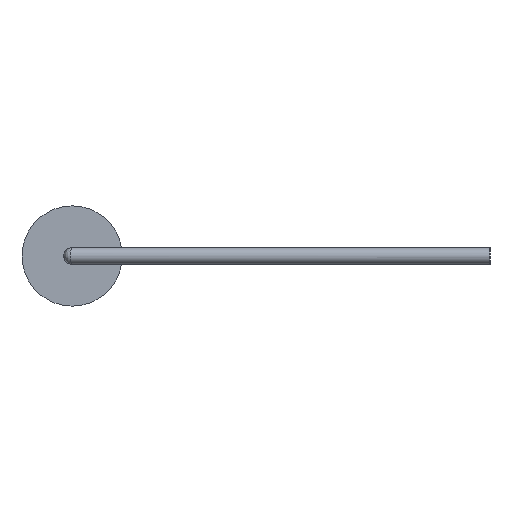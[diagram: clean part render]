
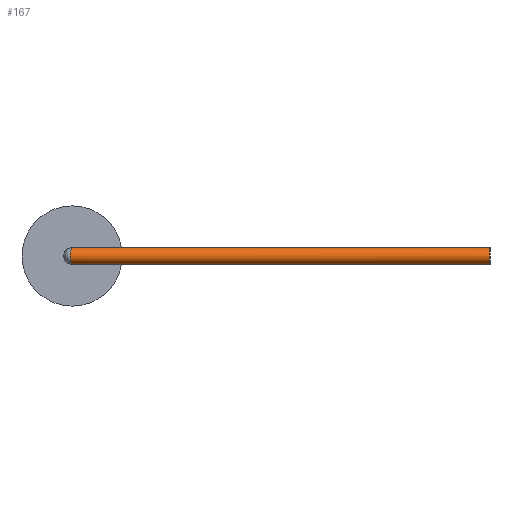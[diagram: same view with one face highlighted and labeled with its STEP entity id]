
A CAD part, left-side view. The second image highlights one B-rep face of the part: STEP entity #167.
In plain terms, the highlighted cylindrical face has radius 0.25 mm (diameter 0.5 mm), a full revolution.
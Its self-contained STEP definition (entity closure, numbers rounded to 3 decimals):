
#26=LINE('',#335,#31);
#31=VECTOR('',#241,0.25);
#36=CIRCLE('',#206,0.25);
#44=CYLINDRICAL_SURFACE('',#205,0.25);
#50=FACE_OUTER_BOUND('',#63,.T.);
#63=EDGE_LOOP('',(#123,#124,#125,#126,#127,#128));
#77=ELLIPSE('',#202,0.515,0.25);
#78=ELLIPSE('',#203,0.515,0.25);
#80=ELLIPSE('',#207,0.255,0.25);
#87=VERTEX_POINT('',#326);
#88=VERTEX_POINT('',#327);
#89=VERTEX_POINT('',#329);
#90=VERTEX_POINT('',#333);
#99=EDGE_CURVE('',#87,#88,#77,.T.);
#100=EDGE_CURVE('',#88,#89,#78,.T.);
#102=EDGE_CURVE('',#90,#90,#36,.T.);
#103=EDGE_CURVE('',#90,#88,#26,.T.);
#104=EDGE_CURVE('',#89,#87,#80,.T.);
#123=ORIENTED_EDGE('',*,*,#102,.T.);
#124=ORIENTED_EDGE('',*,*,#103,.T.);
#125=ORIENTED_EDGE('',*,*,#99,.F.);
#126=ORIENTED_EDGE('',*,*,#104,.F.);
#127=ORIENTED_EDGE('',*,*,#100,.F.);
#128=ORIENTED_EDGE('',*,*,#103,.F.);
#167=ADVANCED_FACE('',(#50),#44,.T.);
#202=AXIS2_PLACEMENT_3D('',#328,#231,#232);
#203=AXIS2_PLACEMENT_3D('',#330,#233,#234);
#205=AXIS2_PLACEMENT_3D('',#332,#237,#238);
#206=AXIS2_PLACEMENT_3D('',#334,#239,#240);
#207=AXIS2_PLACEMENT_3D('',#336,#242,#243);
#231=DIRECTION('center_axis',(0.874,0.486,0.));
#232=DIRECTION('ref_axis',(0.486,-0.874,0.));
#233=DIRECTION('center_axis',(0.874,0.486,0.));
#234=DIRECTION('ref_axis',(0.486,-0.874,0.));
#237=DIRECTION('center_axis',(0.,1.,0.));
#238=DIRECTION('ref_axis',(-1.,0.,0.));
#239=DIRECTION('center_axis',(0.,1.,0.));
#240=DIRECTION('ref_axis',(-1.,0.,0.));
#241=DIRECTION('',(0.,1.,0.));
#242=DIRECTION('center_axis',(0.196,0.981,0.));
#243=DIRECTION('ref_axis',(-0.981,0.196,0.));
#326=CARTESIAN_POINT('',(-16.25,0.,0.25));
#327=CARTESIAN_POINT('',(-16.,-0.45,0.));
#328=CARTESIAN_POINT('Origin',(-16.25,0.,0.));
#329=CARTESIAN_POINT('',(-16.25,0.,-0.25));
#330=CARTESIAN_POINT('Origin',(-16.25,0.,0.));
#332=CARTESIAN_POINT('Origin',(-16.25,0.,0.));
#333=CARTESIAN_POINT('',(-16.,-12.5,0.));
#334=CARTESIAN_POINT('Origin',(-16.25,-12.5,0.));
#335=CARTESIAN_POINT('',(-16.,0.,0.));
#336=CARTESIAN_POINT('Origin',(-16.25,0.,0.));
